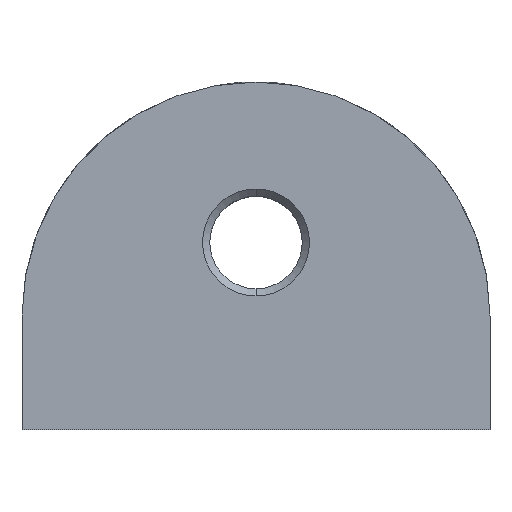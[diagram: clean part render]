
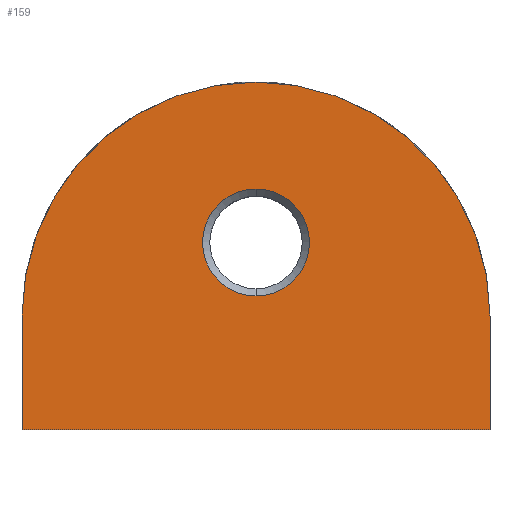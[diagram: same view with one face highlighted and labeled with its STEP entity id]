
A CAD part, top view. The second image highlights one B-rep face of the part: STEP entity #159.
In plain terms, the highlighted planar face has unit normal (0, 0, 1).
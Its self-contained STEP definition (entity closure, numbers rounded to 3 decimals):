
#159=ADVANCED_FACE('',(#338,#339),#340,.T.);
#338=FACE_BOUND('',#527,.T.);
#339=FACE_OUTER_BOUND('',#528,.T.);
#340=PLANE('',#529);
#527=EDGE_LOOP('',(#936,#937));
#528=EDGE_LOOP('',(#938,#939,#940,#941));
#529=AXIS2_PLACEMENT_3D('',#942,#943,#944);
#936=ORIENTED_EDGE('',*,*,#1095,.T.);
#937=ORIENTED_EDGE('',*,*,#1171,.T.);
#938=ORIENTED_EDGE('',*,*,#1219,.T.);
#939=ORIENTED_EDGE('',*,*,#1211,.T.);
#940=ORIENTED_EDGE('',*,*,#1207,.T.);
#941=ORIENTED_EDGE('',*,*,#1215,.T.);
#942=CARTESIAN_POINT('',(0.0,8.5,6.0));
#943=DIRECTION('',(0.0,0.0,1.0));
#944=DIRECTION('',(1.0,0.0,0.0));
#1095=EDGE_CURVE('',#1299,#1303,#1305,.T.);
#1171=EDGE_CURVE('',#1303,#1299,#1416,.T.);
#1207=EDGE_CURVE('',#1461,#1466,#1468,.T.);
#1211=EDGE_CURVE('',#1470,#1461,#1474,.T.);
#1215=EDGE_CURVE('',#1466,#1478,#1480,.T.);
#1219=EDGE_CURVE('',#1478,#1470,#1484,.T.);
#1299=VERTEX_POINT('',#1650);
#1303=VERTEX_POINT('',#1655);
#1305=CIRCLE('',#1658,4.0);
#1416=CIRCLE('',#1927,4.0);
#1461=VERTEX_POINT('',#1984);
#1466=VERTEX_POINT('',#1991);
#1468=LINE('',#1994,#1995);
#1470=VERTEX_POINT('',#1997);
#1474=LINE('',#2003,#2004);
#1478=VERTEX_POINT('',#2009);
#1480=LINE('',#2012,#2013);
#1484=CIRCLE('',#2017,17.5);
#1650=CARTESIAN_POINT('',(0.0,18.0,6.0));
#1655=CARTESIAN_POINT('',(0.,10.0,6.0));
#1658=AXIS2_PLACEMENT_3D('',#2145,#2146,#2147);
#1927=AXIS2_PLACEMENT_3D('',#2242,#2243,#2244);
#1984=CARTESIAN_POINT('',(-17.5,0.0,6.0));
#1991=CARTESIAN_POINT('',(17.5,0.0,6.0));
#1994=CARTESIAN_POINT('',(0.0,0.0,6.0));
#1995=VECTOR('',#2287,1.0);
#1997=CARTESIAN_POINT('',(-17.5,8.5,6.0));
#2003=CARTESIAN_POINT('',(-17.5,4.25,6.0));
#2004=VECTOR('',#2290,1.0);
#2009=CARTESIAN_POINT('',(17.5,8.5,6.0));
#2012=CARTESIAN_POINT('',(17.5,4.25,6.0));
#2013=VECTOR('',#2293,1.0);
#2017=AXIS2_PLACEMENT_3D('',#2297,#2298,#2299);
#2145=CARTESIAN_POINT('',(0.0,14.0,6.0));
#2146=DIRECTION('',(0.0,0.0,-1.0));
#2147=DIRECTION('',(0.0,1.0,0.0));
#2242=CARTESIAN_POINT('',(0.0,14.0,6.0));
#2243=DIRECTION('',(0.0,0.0,-1.0));
#2244=DIRECTION('',(0.0,1.0,0.0));
#2287=DIRECTION('',(1.0,0.0,0.0));
#2290=DIRECTION('',(0.0,-1.0,0.0));
#2293=DIRECTION('',(0.0,1.0,0.0));
#2297=CARTESIAN_POINT('',(0.0,8.5,6.0));
#2298=DIRECTION('',(0.0,0.0,1.0));
#2299=DIRECTION('',(1.0,0.0,0.0));
